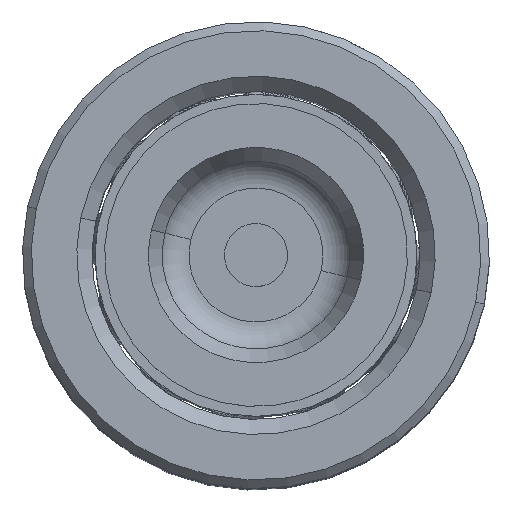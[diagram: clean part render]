
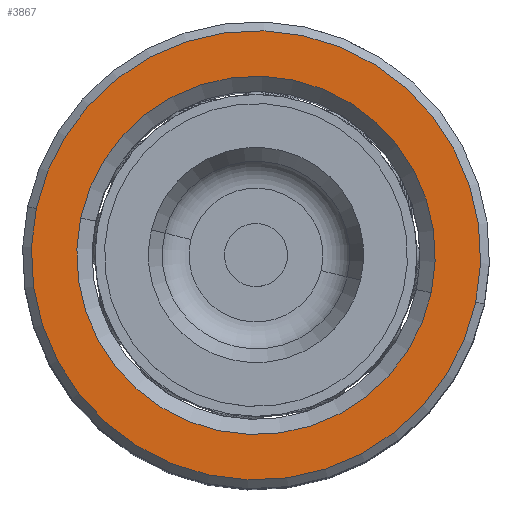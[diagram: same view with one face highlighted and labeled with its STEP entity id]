
A CAD part, top view. The second image highlights one B-rep face of the part: STEP entity #3867.
In plain terms, the highlighted planar face has unit normal (0, 0, 1).
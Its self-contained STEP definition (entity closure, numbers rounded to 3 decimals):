
#9 = CARTESIAN_POINT ( 'NONE',  ( 0., 0., 60. ) ) ;
#1462 = FACE_BOUND ( 'NONE', #5208, .T. ) ;
#1638 = EDGE_LOOP ( 'NONE', ( #9638, #3983 ) ) ;
#2076 = DIRECTION ( 'NONE',  ( 1., 0., 0. ) ) ;
#3867 = ADVANCED_FACE ( 'NONE', ( #23696, #1462 ), #24483, .T. ) ;
#3983 = ORIENTED_EDGE ( 'NONE', *, *, #10987, .T. ) ;
#3999 = CARTESIAN_POINT ( 'NONE',  ( 0., 0., 60. ) ) ;
#5208 = EDGE_LOOP ( 'NONE', ( #21726, #7418 ) ) ;
#5429 = DIRECTION ( 'NONE',  ( 0., 0., 1. ) ) ;
#5588 = CARTESIAN_POINT ( 'NONE',  ( 0., 0., 60. ) ) ;
#7418 = ORIENTED_EDGE ( 'NONE', *, *, #9023, .T. ) ;
#7940 = DIRECTION ( 'NONE',  ( 0., 0., 1. ) ) ;
#9023 = EDGE_CURVE ( 'NONE', #16735, #14993, #13313, .T. ) ;
#9370 = VERTEX_POINT ( 'NONE', #23331 ) ;
#9474 = DIRECTION ( 'NONE',  ( 1., 0., 0. ) ) ;
#9638 = ORIENTED_EDGE ( 'NONE', *, *, #10951, .T. ) ;
#10730 = DIRECTION ( 'NONE',  ( 0., 0., -1. ) ) ;
#10951 = EDGE_CURVE ( 'NONE', #9370, #20395, #14787, .T. ) ;
#10987 = EDGE_CURVE ( 'NONE', #20395, #9370, #20537, .T. ) ;
#13308 = DIRECTION ( 'NONE',  ( 0., 0., 1. ) ) ;
#13313 = CIRCLE ( 'NONE', #22181, 14.2 ) ;
#13371 = CARTESIAN_POINT ( 'NONE',  ( 0., 0., 60. ) ) ;
#13400 = DIRECTION ( 'NONE',  ( 1., 0., 0. ) ) ;
#13568 = DIRECTION ( 'NONE',  ( 0., 0., -1. ) ) ;
#14255 = CARTESIAN_POINT ( 'NONE',  ( 0., 0., 60. ) ) ;
#14682 = CARTESIAN_POINT ( 'NONE',  ( 17.8, 0., 60. ) ) ;
#14787 = CIRCLE ( 'NONE', #16907, 17.8 ) ;
#14993 = VERTEX_POINT ( 'NONE', #19689 ) ;
#16735 = VERTEX_POINT ( 'NONE', #21259 ) ;
#16907 = AXIS2_PLACEMENT_3D ( 'NONE', #5588, #5429, #9474 ) ;
#18072 = CIRCLE ( 'NONE', #24231, 14.2 ) ;
#18551 = AXIS2_PLACEMENT_3D ( 'NONE', #3999, #13308, #23041 ) ;
#19454 = EDGE_CURVE ( 'NONE', #14993, #16735, #18072, .T. ) ;
#19689 = CARTESIAN_POINT ( 'NONE',  ( 14.2, 0., 60. ) ) ;
#20395 = VERTEX_POINT ( 'NONE', #14682 ) ;
#20537 = CIRCLE ( 'NONE', #18551, 17.8 ) ;
#21259 = CARTESIAN_POINT ( 'NONE',  ( -14.2, 0., 60. ) ) ;
#21491 = AXIS2_PLACEMENT_3D ( 'NONE', #13371, #7940, #2076 ) ;
#21726 = ORIENTED_EDGE ( 'NONE', *, *, #19454, .T. ) ;
#22181 = AXIS2_PLACEMENT_3D ( 'NONE', #14255, #10730, #23832 ) ;
#23041 = DIRECTION ( 'NONE',  ( 1., 0., 0. ) ) ;
#23331 = CARTESIAN_POINT ( 'NONE',  ( -17.8, 0., 60. ) ) ;
#23696 = FACE_OUTER_BOUND ( 'NONE', #1638, .T. ) ;
#23832 = DIRECTION ( 'NONE',  ( 1., 0., 0. ) ) ;
#24231 = AXIS2_PLACEMENT_3D ( 'NONE', #9, #13568, #13400 ) ;
#24483 = PLANE ( 'NONE',  #21491 ) ;
